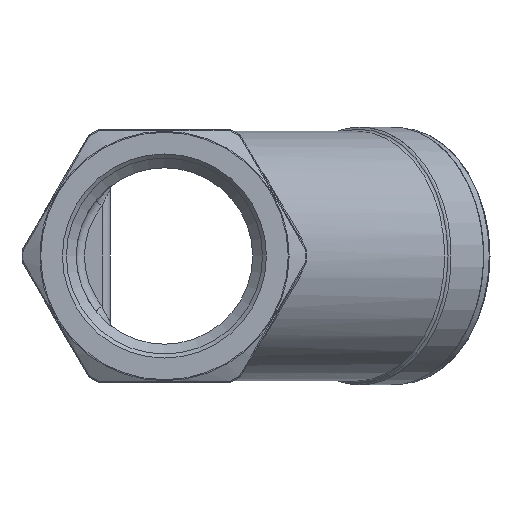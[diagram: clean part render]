
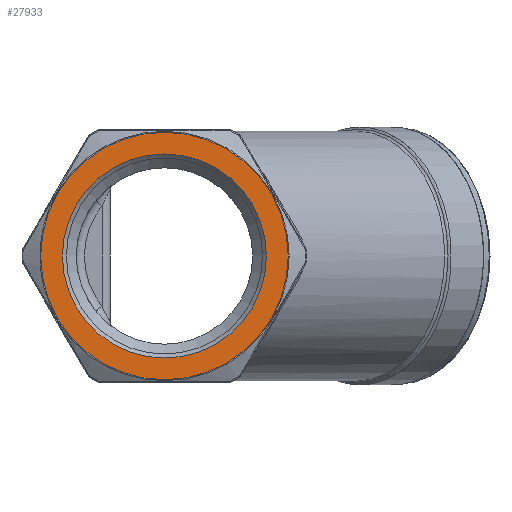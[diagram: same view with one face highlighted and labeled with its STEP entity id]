
A CAD part, left-side view. The second image highlights one B-rep face of the part: STEP entity #27933.
In plain terms, the highlighted planar face has unit normal (-1, 0, 0).
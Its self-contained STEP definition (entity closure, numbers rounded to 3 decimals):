
#3656 = AXIS2_PLACEMENT_3D ( 'NONE', #9900, #9902, #9904 ) ;
#3658 = AXIS2_PLACEMENT_3D ( 'NONE', #9909, #9911, #9913 ) ;
#3659 = CIRCLE ( 'NONE', #3656, 45.612 ) ;
#3661 = CIRCLE ( 'NONE', #3658, 37.59 ) ;
#9900 = CARTESIAN_POINT ( 'NONE',  ( 0., 0., 0. ) ) ;
#9902 = DIRECTION ( 'NONE',  ( -1., 0., 0. ) ) ;
#9904 = DIRECTION ( 'NONE',  ( 0., 0., -1. ) ) ;
#9909 = CARTESIAN_POINT ( 'NONE',  ( 0., 0., 0. ) ) ;
#9911 = DIRECTION ( 'NONE',  ( -1., 0., 0. ) ) ;
#9913 = DIRECTION ( 'NONE',  ( 0., 0., 1. ) ) ;
#21058 = VERTEX_POINT ( 'NONE', #21064 ) ;
#21062 = VERTEX_POINT ( 'NONE', #21068 ) ;
#21064 = CARTESIAN_POINT ( 'NONE',  ( 0., 0., -45.612 ) ) ;
#21068 = CARTESIAN_POINT ( 'NONE',  ( 0., 0., 37.59 ) ) ;
#22883 = ORIENTED_EDGE ( 'NONE', *, *, #29454, .T. ) ;
#22909 = ORIENTED_EDGE ( 'NONE', *, *, #29455, .F. ) ;
#27283 = EDGE_LOOP ( 'NONE', ( #22909 ) ) ;
#27284 = EDGE_LOOP ( 'NONE', ( #22883 ) ) ;
#27933 = ADVANCED_FACE ( 'NONE', ( #41720, #41705 ), #41722, .F. ) ;
#29454 = EDGE_CURVE ( 'NONE', #21058, #21058, #3659, .T. ) ;
#29455 = EDGE_CURVE ( 'NONE', #21062, #21062, #3661, .T. ) ;
#40125 = AXIS2_PLACEMENT_3D ( 'NONE', #41731, #41732, #41733 ) ;
#41705 = FACE_BOUND ( 'NONE', #27283, .T. ) ;
#41720 = FACE_OUTER_BOUND ( 'NONE', #27284, .T. ) ;
#41722 = PLANE ( 'NONE',  #40125 ) ;
#41731 = CARTESIAN_POINT ( 'NONE',  ( 0., 0., 0. ) ) ;
#41732 = DIRECTION ( 'NONE',  ( 1., 0., 0. ) ) ;
#41733 = DIRECTION ( 'NONE',  ( 0., 0., -1. ) ) ;
